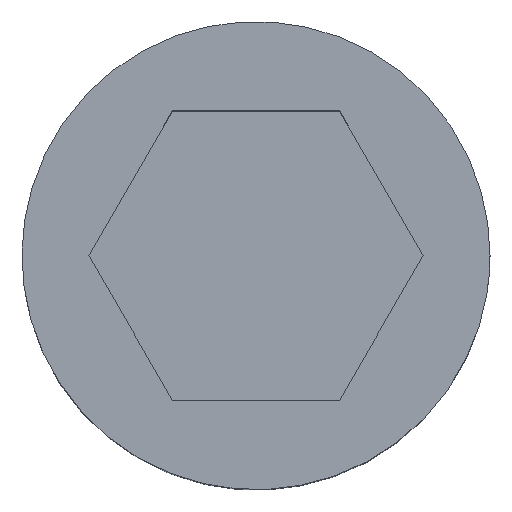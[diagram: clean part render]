
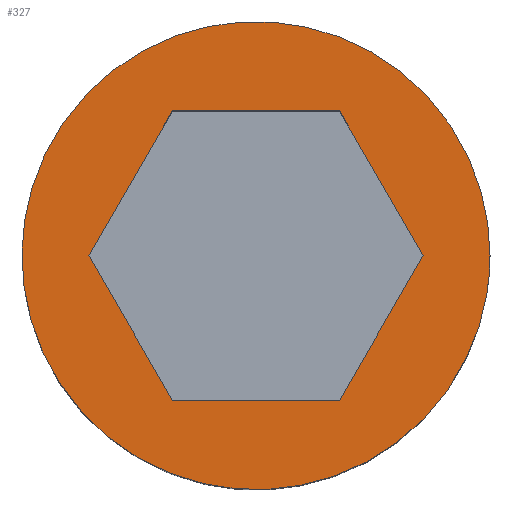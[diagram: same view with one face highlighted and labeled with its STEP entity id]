
A CAD part, top view. The second image highlights one B-rep face of the part: STEP entity #327.
In plain terms, the highlighted planar face has unit normal (0, 0, 1).
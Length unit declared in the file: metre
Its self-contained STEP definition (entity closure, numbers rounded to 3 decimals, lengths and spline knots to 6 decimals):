
#6 = CARTESIAN_POINT('NONE', (0.381, 0, 0.5715));
#7 = VERTEX_POINT('NONE', #6);
#12 = CARTESIAN_POINT('NONE', (0.136017, 0.235588, 0.5715));
#13 = VERTEX_POINT('NONE', #12);
#14 = CARTESIAN_POINT('NONE', (0.272034, 0, 0.5715));
#15 = VERTEX_POINT('NONE', #14);
#18 = CARTESIAN_POINT('NONE', (-0.136017, 0.235588, 0.5715));
#19 = VERTEX_POINT('NONE', #18);
#22 = CARTESIAN_POINT('NONE', (-0.272034, 0., 0.5715));
#23 = VERTEX_POINT('NONE', #22);
#26 = CARTESIAN_POINT('NONE', (-0.136017, -0.235588, 0.5715));
#27 = VERTEX_POINT('NONE', #26);
#30 = CARTESIAN_POINT('NONE', (0.136017, -0.235588, 0.5715));
#31 = VERTEX_POINT('NONE', #30);
#50 = CARTESIAN_POINT('NONE', (0.381, 0, 0.5715));
#51 = CARTESIAN_POINT('NONE', (0.381, 0.381, 0.5715));
#52 = CARTESIAN_POINT('NONE', (0., 0.381, 0.5715));
#53 = CARTESIAN_POINT('NONE', (-0.381, 0.381, 0.5715));
#54 = CARTESIAN_POINT('NONE', (-0.381, 0., 0.5715));
#55 = CARTESIAN_POINT('NONE', (-0.381, -0.381, 0.5715));
#56 = CARTESIAN_POINT('NONE', (0., -0.381, 0.5715));
#57 = CARTESIAN_POINT('NONE', (0.381, -0.381, 0.5715));
#58 = CARTESIAN_POINT('NONE', (0.381, 0, 0.5715));
#59 = (
  BOUNDED_CURVE()
  B_SPLINE_CURVE(2, (#50, #51, #52, #53, #54, #55, #56, #57, #58), .UNSPECIFIED., .F., .F.)
  B_SPLINE_CURVE_WITH_KNOTS((3, 2, 2, 2, 3), (0, 0.25, 0.5, 0.75, 1), .UNSPECIFIED.)
  CURVE()
  GEOMETRIC_REPRESENTATION_ITEM()
  RATIONAL_B_SPLINE_CURVE((1, 0.707, 1, 0.707, 1, 0.707, 1, 0.707, 1))
  REPRESENTATION_ITEM('NONE')
);
#68 = DIRECTION('NONE', (-0.5, 0.866, 0));
#69 = VECTOR('NONE', #68, 1);
#70 = CARTESIAN_POINT('NONE', (0.272034, 0, 0.5715));
#71 = LINE('NONE', #70, #69);
#84 = DIRECTION('NONE', (-1, 0, 0));
#85 = VECTOR('NONE', #84, 1);
#86 = CARTESIAN_POINT('NONE', (0.136017, 0.235588, 0.5715));
#87 = LINE('NONE', #86, #85);
#96 = DIRECTION('NONE', (-0.5, -0.866, 0));
#97 = VECTOR('NONE', #96, 1);
#98 = CARTESIAN_POINT('NONE', (-0.136017, 0.235588, 0.5715));
#99 = LINE('NONE', #98, #97);
#108 = DIRECTION('NONE', (0.5, -0.866, 0));
#109 = VECTOR('NONE', #108, 1);
#110 = CARTESIAN_POINT('NONE', (-0.272034, 0., 0.5715));
#111 = LINE('NONE', #110, #109);
#120 = DIRECTION('NONE', (1, 0., 0));
#121 = VECTOR('NONE', #120, 1);
#122 = CARTESIAN_POINT('NONE', (-0.136017, -0.235588, 0.5715));
#123 = LINE('NONE', #122, #121);
#128 = DIRECTION('NONE', (0.5, 0.866, 0));
#129 = VECTOR('NONE', #128, 1);
#130 = CARTESIAN_POINT('NONE', (0.136017, -0.235588, 0.5715));
#131 = LINE('NONE', #130, #129);
#158 = EDGE_CURVE('NONE', #7, #7, #59, .T.);
#161 = EDGE_CURVE('NONE', #15, #13, #71, .T.);
#165 = EDGE_CURVE('NONE', #13, #19, #87, .T.);
#168 = EDGE_CURVE('NONE', #19, #23, #99, .T.);
#171 = EDGE_CURVE('NONE', #23, #27, #111, .T.);
#174 = EDGE_CURVE('NONE', #27, #31, #123, .T.);
#176 = EDGE_CURVE('NONE', #31, #15, #131, .T.);
#187 = ORIENTED_EDGE('NONE', *, *, #158, .T.);
#188 = EDGE_LOOP('NONE', (#187));
#226 = ORIENTED_EDGE('NONE', *, *, #176, .F.);
#227 = ORIENTED_EDGE('NONE', *, *, #174, .F.);
#228 = ORIENTED_EDGE('NONE', *, *, #171, .F.);
#229 = ORIENTED_EDGE('NONE', *, *, #168, .F.);
#230 = ORIENTED_EDGE('NONE', *, *, #165, .F.);
#231 = ORIENTED_EDGE('NONE', *, *, #161, .F.);
#232 = EDGE_LOOP('NONE', (#226, #227, #228, #229, #230, #231));
#265 = CARTESIAN_POINT('NONE', (0, 0, 0.5715));
#266 = DIRECTION('NONE', (0, 0, 1));
#267 = AXIS2_PLACEMENT_3D('NONE', #265, #266, $);
#268 = PLANE('NONE', #267);
#325 = FACE_OUTER_BOUND('NONE', #188, .T.);
#326 = FACE_BOUND('NONE', #232, .T.);
#327 = ADVANCED_FACE('NONE', (#325, #326), #268, .T.);
